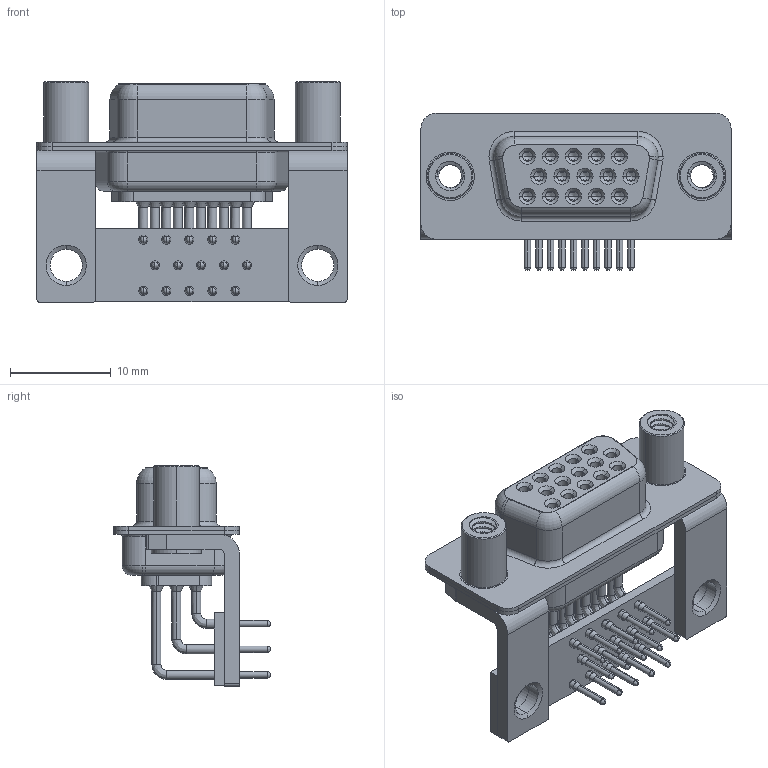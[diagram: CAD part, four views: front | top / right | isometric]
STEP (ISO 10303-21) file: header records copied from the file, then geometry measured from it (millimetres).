
FILE_DESCRIPTION (( 'STEP AP203' ), '1' );
FILE_NAME ('634-M15-363-WN6.STEP', '2018-09-27T21:48:48', ( '' ), ( '' ), 'SwSTEP 2.0', 'SolidWorks 2016', '' );
FILE_SCHEMA (( 'CONFIG_CONTROL_DESIGN' ));
Length unit declared in the file: millimetre
Products named in the file (10): 634M Contact Row 2; 634M Contact Row 3; 634M Stabilizer Bracket; 634M 4-40 Threaded Standoff; 634M Stabilizer Board_15 Contacts; 634M Housing_15 Contacts; 634-M15-363-WN6; 634M Shell Front_15 Contacts; 634M Shell Rear_15 Contacts; 634M Contact Row 1
Assembly tree (23 placements, depth 2):
  634-M15-363-WN6
    634M Housing_15 Contacts
    634M Shell Front_15 Contacts
    634M Shell Rear_15 Contacts
    634M Contact Row 1  x5
    634M Contact Row 2  x5
    634M Contact Row 3  x5
    634M Stabilizer Bracket  x2
    634M 4-40 Threaded Standoff  x2
    634M Stabilizer Board_15 Contacts
Bounding box: 30.8 x 15.6 x 21.9 mm (x, y, z)
Volume: 2343.3 mm3; surface area: 7137.7 mm2
Topology: 23 solids, 23 shells, 1204 faces, 3070 edges, 1940 vertices
Faces by surface type: cylinder 576, plane 320, cone 179, bspline 66, torus 63
Entity records: 22762 total; most frequent: CARTESIAN_POINT 5574, DIRECTION 3559, ORIENTED_EDGE 3140, EDGE_CURVE 1570, AXIS2_PLACEMENT_3D 1467, VERTEX_POINT 1003, CIRCLE 810, EDGE_LOOP 789
